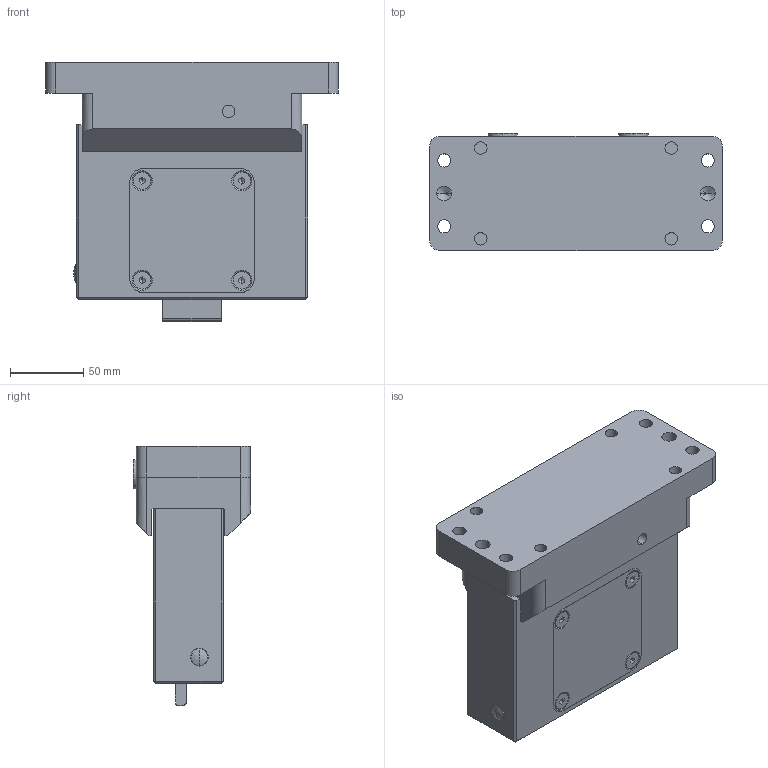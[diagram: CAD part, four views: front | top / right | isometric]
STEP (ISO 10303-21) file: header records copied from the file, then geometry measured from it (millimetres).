
FILE_DESCRIPTION (( 'STEP AP203' ), '1' );
FILE_NAME ('DBSUSR270.STEP', '2009-07-06T08:13:42', ( '' ), ( '' ), 'SwSTEP 2.0', 'SolidWorks 2007', '' );
FILE_SCHEMA (( 'CONFIG_CONTROL_DESIGN' ));
Length unit declared in the file: millimetre
Products named in the file (1): DBSUSR270
Bounding box: 200 x 80 x 177.09 mm (x, y, z)
Volume: 1459145.2 mm3; surface area: 149125.7 mm2
Topology: 3 solids, 6 shells, 289 faces, 712 edges, 452 vertices
Faces by surface type: plane 172, cylinder 87, cone 26, torus 2, sphere 2
Entity records: 8479 total; most frequent: DIRECTION 1478, CARTESIAN_POINT 1452, ORIENTED_EDGE 1396, EDGE_CURVE 698, AXIS2_PLACEMENT_3D 494, VECTOR 490, LINE 490, VERTEX_POINT 452
